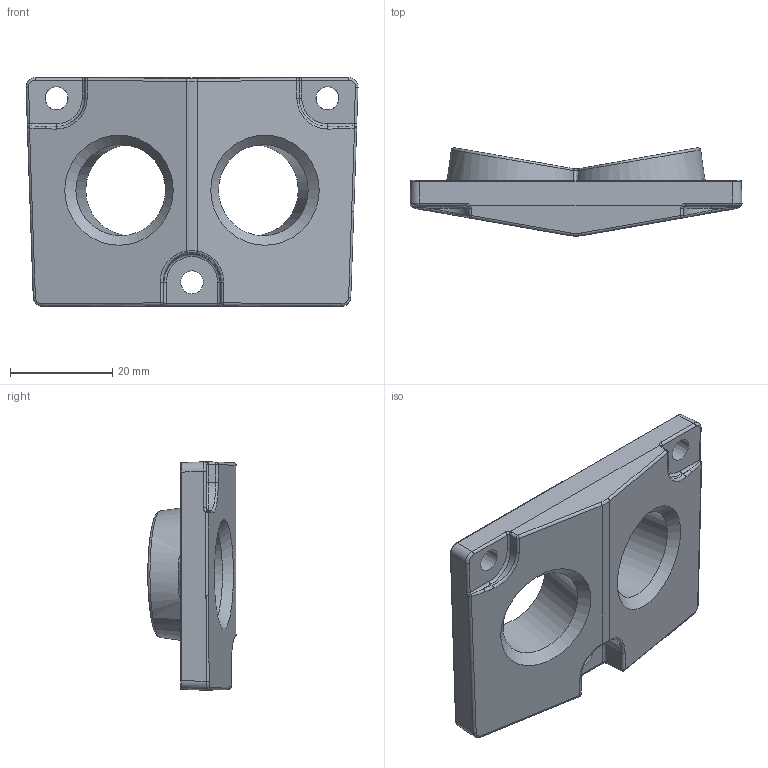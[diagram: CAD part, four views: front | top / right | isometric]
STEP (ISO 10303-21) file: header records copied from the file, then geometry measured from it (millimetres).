
FILE_DESCRIPTION(/* description */ (''),/* implementation_level */ '2;1');
FILE_NAME(/* name */ 'AGA45.11.stp',/* time_stamp */ '2022-02-15T07:18:15+01:00',/* author */ (''),/* organization */ (''),/* preprocessor_version */ 'ST-DEVELOPER v16.7',/* originating_system */ 'SIEMENS PLM Software NX 12.0',/* authorisation */ '');
FILE_SCHEMA (('AUTOMOTIVE_DESIGN { 1 0 10303 214 3 1 1 1 }'));
Length unit declared in the file: millimetre
Products named in the file (1): ront60F0CC7Fbzwl
Bounding box: 64.95 x 17.3 x 44.7 mm (x, y, z)
Volume: 16615.9 mm3; surface area: 11595 mm2
Topology: 2 solids, 2 shells, 411 faces, 933 edges, 524 vertices
Faces by surface type: cylinder 112, torus 83, bspline 74, plane 67, cone 63, sphere 12
Full cylindrical faces by diameter (mm): 17.813 x2
Entity records: 12873 total; most frequent: CARTESIAN_POINT 3877, DIRECTION 1994, ORIENTED_EDGE 1832, EDGE_CURVE 916, AXIS2_PLACEMENT_3D 840, VERTEX_POINT 521, CIRCLE 436, EDGE_LOOP 435
